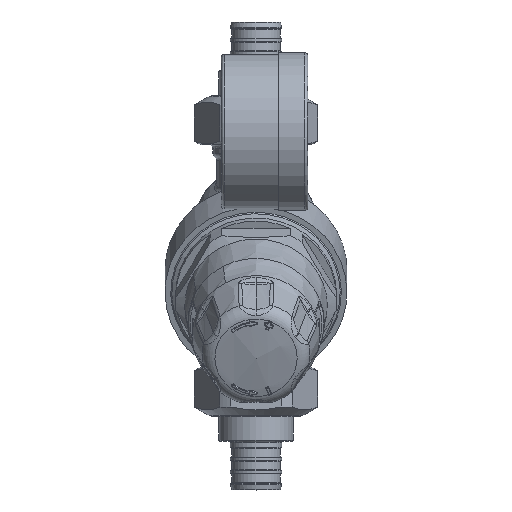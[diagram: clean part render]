
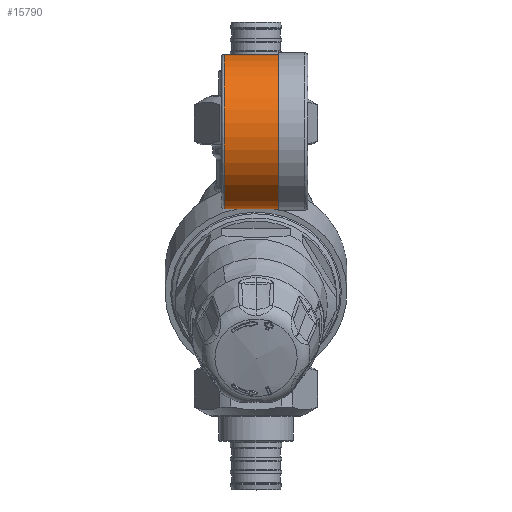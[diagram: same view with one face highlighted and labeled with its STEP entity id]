
A CAD part, top view. The second image highlights one B-rep face of the part: STEP entity #15790.
In plain terms, the highlighted cylindrical face has radius 25.5 mm (diameter 51 mm), a full revolution.
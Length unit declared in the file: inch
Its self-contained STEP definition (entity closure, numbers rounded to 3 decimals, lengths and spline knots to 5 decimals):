
#1388=FACE_BOUND('',#3727,.T.);
#1812=CYLINDRICAL_SURFACE('',#17519,1.00394);
#2738=FACE_OUTER_BOUND('',#3726,.T.);
#3726=EDGE_LOOP('',(#13831,#13832,#13833,#13834,#13835));
#3727=EDGE_LOOP('',(#13836,#13837,#13838,#13839));
#4240=LINE('',#50549,#4748);
#4248=LINE('',#50568,#4756);
#4252=LINE('',#50618,#4760);
#4748=VECTOR('',#21374,0.3937);
#4756=VECTOR('',#21392,0.3937);
#4760=VECTOR('',#21440,1.00394);
#5653=CIRCLE('',#17496,1.00394);
#5654=CIRCLE('',#17498,1.00394);
#5669=CIRCLE('',#17520,1.00394);
#5670=CIRCLE('',#17521,1.00394);
#5671=CIRCLE('',#17522,1.00394);
#7049=VERTEX_POINT('',#50547);
#7050=VERTEX_POINT('',#50548);
#7053=VERTEX_POINT('',#50556);
#7055=VERTEX_POINT('',#50562);
#7069=VERTEX_POINT('',#50613);
#7070=VERTEX_POINT('',#50614);
#7071=VERTEX_POINT('',#50617);
#9302=EDGE_CURVE('',#7049,#7050,#4240,.T.);
#9306=EDGE_CURVE('',#7053,#7049,#5653,.T.);
#9309=EDGE_CURVE('',#7050,#7055,#5654,.T.);
#9312=EDGE_CURVE('',#7055,#7053,#4248,.T.);
#9330=EDGE_CURVE('',#7069,#7070,#5669,.T.);
#9331=EDGE_CURVE('',#7070,#7069,#5670,.T.);
#9332=EDGE_CURVE('',#7070,#7071,#4252,.T.);
#9333=EDGE_CURVE('',#7071,#7071,#5671,.T.);
#13831=ORIENTED_EDGE('',*,*,#9330,.F.);
#13832=ORIENTED_EDGE('',*,*,#9331,.F.);
#13833=ORIENTED_EDGE('',*,*,#9332,.T.);
#13834=ORIENTED_EDGE('',*,*,#9333,.F.);
#13835=ORIENTED_EDGE('',*,*,#9332,.F.);
#13836=ORIENTED_EDGE('',*,*,#9306,.T.);
#13837=ORIENTED_EDGE('',*,*,#9302,.T.);
#13838=ORIENTED_EDGE('',*,*,#9309,.T.);
#13839=ORIENTED_EDGE('',*,*,#9312,.T.);
#15790=ADVANCED_FACE('',(#2738,#1388),#1812,.T.);
#17496=AXIS2_PLACEMENT_3D('',#50557,#21380,#21381);
#17498=AXIS2_PLACEMENT_3D('',#50563,#21386,#21387);
#17519=AXIS2_PLACEMENT_3D('',#50612,#21434,#21435);
#17520=AXIS2_PLACEMENT_3D('',#50615,#21436,#21437);
#17521=AXIS2_PLACEMENT_3D('',#50616,#21438,#21439);
#17522=AXIS2_PLACEMENT_3D('',#50619,#21441,#21442);
#21374=DIRECTION('',(-1.,0.,0.));
#21380=DIRECTION('center_axis',(1.,0.,0.));
#21381=DIRECTION('ref_axis',(0.,-0.961,0.276));
#21386=DIRECTION('center_axis',(-1.,0.,0.));
#21387=DIRECTION('ref_axis',(0.,-0.961,0.276));
#21392=DIRECTION('',(1.,0.,0.));
#21434=DIRECTION('center_axis',(-1.,0.,0.));
#21435=DIRECTION('ref_axis',(0.,-0.961,0.276));
#21436=DIRECTION('center_axis',(-1.,0.,0.));
#21437=DIRECTION('ref_axis',(0.,-0.961,0.276));
#21438=DIRECTION('center_axis',(-1.,0.,0.));
#21439=DIRECTION('ref_axis',(0.,-0.961,0.276));
#21440=DIRECTION('',(1.,0.,0.));
#21441=DIRECTION('center_axis',(1.,0.,0.));
#21442=DIRECTION('ref_axis',(0.,-0.961,0.276));
#50547=CARTESIAN_POINT('',(0.24498,1.33091,2.16524));
#50548=CARTESIAN_POINT('',(-0.24498,1.33091,2.16524));
#50549=CARTESIAN_POINT('',(-0.44875,1.33091,2.16524));
#50556=CARTESIAN_POINT('',(0.24498,0.85995,2.30038));
#50557=CARTESIAN_POINT('Origin',(0.24498,1.36395,3.16864));
#50562=CARTESIAN_POINT('',(-0.24498,0.85995,2.30038));
#50563=CARTESIAN_POINT('Origin',(-0.24498,1.36395,3.16864));
#50568=CARTESIAN_POINT('',(-0.44875,0.85995,2.30038));
#50612=CARTESIAN_POINT('Origin',(-0.44875,1.36395,3.16864));
#50613=CARTESIAN_POINT('',(-0.40938,0.3989,3.44536));
#50614=CARTESIAN_POINT('',(-0.40938,2.32899,2.89191));
#50615=CARTESIAN_POINT('Origin',(-0.40938,1.36395,3.16864));
#50616=CARTESIAN_POINT('Origin',(-0.40938,1.36395,3.16864));
#50617=CARTESIAN_POINT('',(0.29534,2.32899,2.89191));
#50618=CARTESIAN_POINT('',(-0.44875,2.32899,2.89191));
#50619=CARTESIAN_POINT('Origin',(0.29534,1.36395,3.16864));
